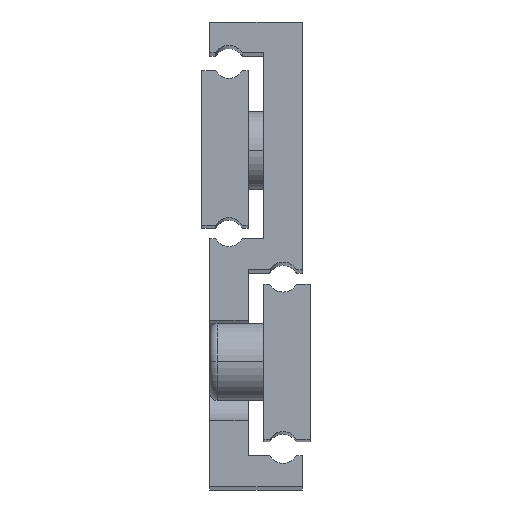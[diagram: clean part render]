
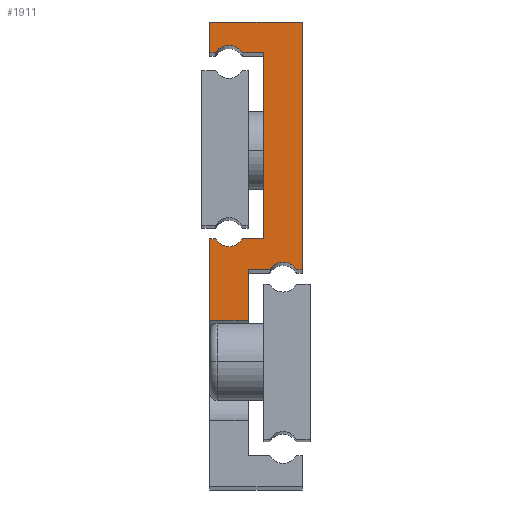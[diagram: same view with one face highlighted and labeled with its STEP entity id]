
A CAD part, top view. The second image highlights one B-rep face of the part: STEP entity #1911.
In plain terms, the highlighted planar face has unit normal (0, 0, 1).
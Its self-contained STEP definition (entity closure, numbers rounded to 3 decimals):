
#6 = AXIS2_PLACEMENT_3D ( 'NONE', #761, #312, #638 ) ;
#17 = CIRCLE ( 'NONE', #729, 2. ) ;
#21 = EDGE_CURVE ( 'NONE', #422, #376, #122, .T. ) ;
#26 = EDGE_CURVE ( 'NONE', #878, #422, #1706, .T. ) ;
#37 = ORIENTED_EDGE ( 'NONE', *, *, #901, .T. ) ;
#83 = EDGE_CURVE ( 'NONE', #859, #93, #446, .T. ) ;
#87 = DIRECTION ( 'NONE',  ( 0., -1., 0. ) ) ;
#89 = CARTESIAN_POINT ( 'NONE',  ( 0., 21.5, 125. ) ) ;
#93 = VERTEX_POINT ( 'NONE', #1853 ) ;
#100 = DIRECTION ( 'NONE',  ( 1., 0., 0. ) ) ;
#122 = LINE ( 'NONE', #1240, #1894 ) ;
#127 = CARTESIAN_POINT ( 'NONE',  ( 9.5, 5., 125. ) ) ;
#130 = EDGE_CURVE ( 'NONE', #376, #484, #639, .T. ) ;
#175 = ORIENTED_EDGE ( 'NONE', *, *, #1728, .T. ) ;
#190 = VERTEX_POINT ( 'NONE', #89 ) ;
#229 = ORIENTED_EDGE ( 'NONE', *, *, #21, .T. ) ;
#233 = LINE ( 'NONE', #1654, #234 ) ;
#234 = VECTOR ( 'NONE', #87, 1000. ) ;
#250 = LINE ( 'NONE', #575, #1899 ) ;
#262 = DIRECTION ( 'NONE',  ( 0., 0., -1. ) ) ;
#274 = DIRECTION ( 'NONE',  ( 0., 1., 0. ) ) ;
#294 = EDGE_CURVE ( 'NONE', #577, #999, #505, .T. ) ;
#312 = DIRECTION ( 'NONE',  ( 0., 0., -1. ) ) ;
#314 = LINE ( 'NONE', #1558, #1301 ) ;
#358 = VECTOR ( 'NONE', #1220, 1000. ) ;
#363 = VECTOR ( 'NONE', #883, 1000. ) ;
#366 = CARTESIAN_POINT ( 'NONE',  ( 7.768, 28., 125. ) ) ;
#376 = VERTEX_POINT ( 'NONE', #630 ) ;
#390 = VERTEX_POINT ( 'NONE', #594 ) ;
#403 = CARTESIAN_POINT ( 'NONE',  ( 9.5, 21.5, 125. ) ) ;
#422 = VERTEX_POINT ( 'NONE', #533 ) ;
#446 = LINE ( 'NONE', #1843, #358 ) ;
#467 = DIRECTION ( 'NONE',  ( 0., -1., 0. ) ) ;
#484 = VERTEX_POINT ( 'NONE', #852 ) ;
#485 = DIRECTION ( 'NONE',  ( 1., 0., 0. ) ) ;
#505 = LINE ( 'NONE', #1366, #971 ) ;
#507 = EDGE_CURVE ( 'NONE', #1987, #190, #525, .T. ) ;
#525 = LINE ( 'NONE', #403, #911 ) ;
#533 = CARTESIAN_POINT ( 'NONE',  ( 7., 32., 125. ) ) ;
#569 = ORIENTED_EDGE ( 'NONE', *, *, #26, .T. ) ;
#575 = CARTESIAN_POINT ( 'NONE',  ( 5., 4., 125. ) ) ;
#577 = VERTEX_POINT ( 'NONE', #1544 ) ;
#594 = CARTESIAN_POINT ( 'NONE',  ( 4.232, 56., 125. ) ) ;
#597 = DIRECTION ( 'NONE',  ( 0., 0., 1. ) ) ;
#617 = DIRECTION ( 'NONE',  ( -1., 0., 0. ) ) ;
#630 = CARTESIAN_POINT ( 'NONE',  ( 4.232, 32., 125. ) ) ;
#638 = DIRECTION ( 'NONE',  ( 1., 0., 0. ) ) ;
#639 = CIRCLE ( 'NONE', #1789, 2. ) ;
#647 = EDGE_LOOP ( 'NONE', ( #1553, #37, #1835, #1507, #2025, #1747, #175, #1382, #1758, #2013, #1367, #569, #229, #733, #1285, #1926 ) ) ;
#671 = CARTESIAN_POINT ( 'NONE',  ( 0., 32., 125. ) ) ;
#729 = AXIS2_PLACEMENT_3D ( 'NONE', #1219, #262, #1975 ) ;
#733 = ORIENTED_EDGE ( 'NONE', *, *, #130, .T. ) ;
#755 = CARTESIAN_POINT ( 'NONE',  ( 7., 32., 125. ) ) ;
#761 = CARTESIAN_POINT ( 'NONE',  ( 2.5, 55., 125. ) ) ;
#792 = CARTESIAN_POINT ( 'NONE',  ( 5., 21.5, 125. ) ) ;
#840 = VERTEX_POINT ( 'NONE', #1320 ) ;
#851 = EDGE_CURVE ( 'NONE', #999, #840, #974, .T. ) ;
#852 = CARTESIAN_POINT ( 'NONE',  ( 0.768, 32., 125. ) ) ;
#859 = VERTEX_POINT ( 'NONE', #1339 ) ;
#868 = VECTOR ( 'NONE', #977, 1000. ) ;
#871 = CARTESIAN_POINT ( 'NONE',  ( 7.768, 28., 125. ) ) ;
#878 = VERTEX_POINT ( 'NONE', #905 ) ;
#883 = DIRECTION ( 'NONE',  ( 0., 1., 0. ) ) ;
#901 = EDGE_CURVE ( 'NONE', #1987, #1088, #250, .T. ) ;
#905 = CARTESIAN_POINT ( 'NONE',  ( 7., 56., 125. ) ) ;
#906 = LINE ( 'NONE', #1198, #1384 ) ;
#908 = VECTOR ( 'NONE', #1612, 1000. ) ;
#911 = VECTOR ( 'NONE', #1015, 1000. ) ;
#968 = LINE ( 'NONE', #871, #908 ) ;
#971 = VECTOR ( 'NONE', #1430, 1000. ) ;
#974 = LINE ( 'NONE', #1974, #363 ) ;
#977 = DIRECTION ( 'NONE',  ( -1., 0., 0. ) ) ;
#982 = CIRCLE ( 'NONE', #6, 2. ) ;
#999 = VERTEX_POINT ( 'NONE', #1590 ) ;
#1015 = DIRECTION ( 'NONE',  ( -1., 0., 0. ) ) ;
#1046 = EDGE_CURVE ( 'NONE', #93, #1105, #314, .T. ) ;
#1088 = VERTEX_POINT ( 'NONE', #1607 ) ;
#1091 = AXIS2_PLACEMENT_3D ( 'NONE', #127, #597, #100 ) ;
#1105 = VERTEX_POINT ( 'NONE', #1308 ) ;
#1110 = VERTEX_POINT ( 'NONE', #1454 ) ;
#1162 = VECTOR ( 'NONE', #467, 1000. ) ;
#1187 = VERTEX_POINT ( 'NONE', #366 ) ;
#1198 = CARTESIAN_POINT ( 'NONE',  ( 4.232, 56., 125. ) ) ;
#1219 = CARTESIAN_POINT ( 'NONE',  ( 9.5, 27., 125. ) ) ;
#1220 = DIRECTION ( 'NONE',  ( 0., -1., 0. ) ) ;
#1240 = CARTESIAN_POINT ( 'NONE',  ( 4.232, 32., 125. ) ) ;
#1278 = EDGE_CURVE ( 'NONE', #1105, #390, #982, .T. ) ;
#1279 = DIRECTION ( 'NONE',  ( -1., 0., 0. ) ) ;
#1285 = ORIENTED_EDGE ( 'NONE', *, *, #1418, .T. ) ;
#1288 = CARTESIAN_POINT ( 'NONE',  ( 0., 60., 125. ) ) ;
#1301 = VECTOR ( 'NONE', #485, 1000. ) ;
#1308 = CARTESIAN_POINT ( 'NONE',  ( 0.768, 56., 125. ) ) ;
#1320 = CARTESIAN_POINT ( 'NONE',  ( 12., 60., 125. ) ) ;
#1339 = CARTESIAN_POINT ( 'NONE',  ( 0., 60., 125. ) ) ;
#1349 = DIRECTION ( 'NONE',  ( 1., 0., 0. ) ) ;
#1366 = CARTESIAN_POINT ( 'NONE',  ( 12., 28., 125. ) ) ;
#1367 = ORIENTED_EDGE ( 'NONE', *, *, #1800, .T. ) ;
#1382 = ORIENTED_EDGE ( 'NONE', *, *, #83, .T. ) ;
#1384 = VECTOR ( 'NONE', #1349, 1000. ) ;
#1418 = EDGE_CURVE ( 'NONE', #484, #1110, #1453, .T. ) ;
#1430 = DIRECTION ( 'NONE',  ( 1., 0., 0. ) ) ;
#1453 = LINE ( 'NONE', #671, #1672 ) ;
#1454 = CARTESIAN_POINT ( 'NONE',  ( 0., 32., 125. ) ) ;
#1472 = EDGE_CURVE ( 'NONE', #1110, #190, #233, .T. ) ;
#1506 = FACE_OUTER_BOUND ( 'NONE', #647, .T. ) ;
#1507 = ORIENTED_EDGE ( 'NONE', *, *, #1833, .T. ) ;
#1544 = CARTESIAN_POINT ( 'NONE',  ( 11.232, 28., 125. ) ) ;
#1550 = DIRECTION ( 'NONE',  ( -1., 0., 0. ) ) ;
#1553 = ORIENTED_EDGE ( 'NONE', *, *, #507, .F. ) ;
#1558 = CARTESIAN_POINT ( 'NONE',  ( 0., 56., 125. ) ) ;
#1560 = CARTESIAN_POINT ( 'NONE',  ( 2.5, 33., 125. ) ) ;
#1590 = CARTESIAN_POINT ( 'NONE',  ( 12., 28., 125. ) ) ;
#1607 = CARTESIAN_POINT ( 'NONE',  ( 5., 28., 125. ) ) ;
#1612 = DIRECTION ( 'NONE',  ( 1., 0., 0. ) ) ;
#1649 = EDGE_CURVE ( 'NONE', #1088, #1187, #968, .T. ) ;
#1654 = CARTESIAN_POINT ( 'NONE',  ( 0., 0., 125. ) ) ;
#1672 = VECTOR ( 'NONE', #1279, 1000. ) ;
#1706 = LINE ( 'NONE', #755, #1162 ) ;
#1728 = EDGE_CURVE ( 'NONE', #840, #859, #1762, .T. ) ;
#1747 = ORIENTED_EDGE ( 'NONE', *, *, #851, .T. ) ;
#1758 = ORIENTED_EDGE ( 'NONE', *, *, #1046, .T. ) ;
#1762 = LINE ( 'NONE', #1288, #868 ) ;
#1789 = AXIS2_PLACEMENT_3D ( 'NONE', #1560, #2029, #617 ) ;
#1800 = EDGE_CURVE ( 'NONE', #390, #878, #906, .T. ) ;
#1833 = EDGE_CURVE ( 'NONE', #1187, #577, #17, .T. ) ;
#1835 = ORIENTED_EDGE ( 'NONE', *, *, #1649, .T. ) ;
#1843 = CARTESIAN_POINT ( 'NONE',  ( 0., 60., 125. ) ) ;
#1853 = CARTESIAN_POINT ( 'NONE',  ( 0., 56., 125. ) ) ;
#1894 = VECTOR ( 'NONE', #1550, 1000. ) ;
#1899 = VECTOR ( 'NONE', #274, 1000. ) ;
#1911 = ADVANCED_FACE ( 'NONE', ( #1506 ), #2008, .T. ) ;
#1926 = ORIENTED_EDGE ( 'NONE', *, *, #1472, .T. ) ;
#1974 = CARTESIAN_POINT ( 'NONE',  ( 12., 28., 125. ) ) ;
#1975 = DIRECTION ( 'NONE',  ( -1., 0., 0. ) ) ;
#1987 = VERTEX_POINT ( 'NONE', #792 ) ;
#2008 = PLANE ( 'NONE',  #1091 ) ;
#2013 = ORIENTED_EDGE ( 'NONE', *, *, #1278, .T. ) ;
#2025 = ORIENTED_EDGE ( 'NONE', *, *, #294, .T. ) ;
#2029 = DIRECTION ( 'NONE',  ( 0., 0., -1. ) ) ;
